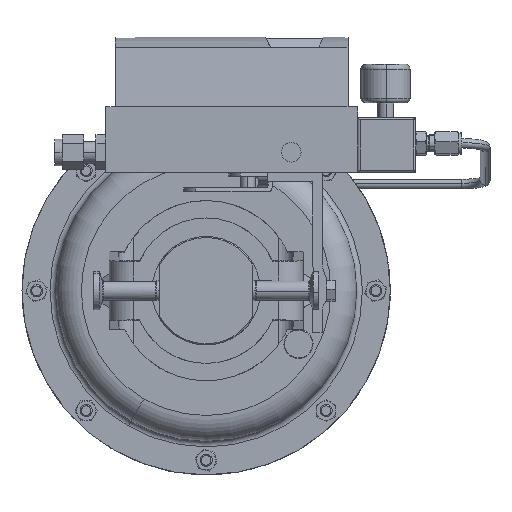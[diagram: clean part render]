
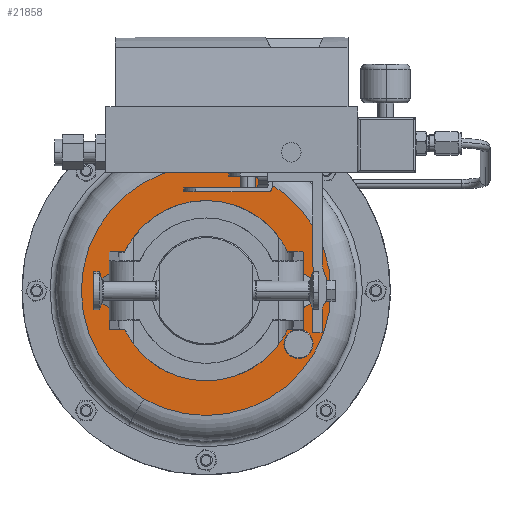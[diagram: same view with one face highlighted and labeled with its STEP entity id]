
A CAD part, front view. The second image highlights one B-rep face of the part: STEP entity #21858.
In plain terms, the highlighted planar face has unit normal (0, -1, 0).
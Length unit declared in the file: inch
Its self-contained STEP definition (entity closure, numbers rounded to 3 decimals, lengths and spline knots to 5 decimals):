
#50 = PLANE ( 'NONE',  #9916 ) ;
#151 = CARTESIAN_POINT ( 'NONE',  ( 2.78774, 10.4865, -1.6095 ) ) ;
#217 = VERTEX_POINT ( 'NONE', #2813 ) ;
#969 = CARTESIAN_POINT ( 'NONE',  ( 2.35858, 10.4865, -1.00071 ) ) ;
#1449 = EDGE_CURVE ( 'Defeatured_3_3+Defeatured_3_2+Defeatured_3_2+Defeatured_3_2', #12530, #18798, #5434, .T. ) ;
#1915 = EDGE_CURVE ( 'Defeatured_3_2+Defeatured_3_305+Defeatured_3_305+Defeatured_3_305', #12225, #217, #19171, .T. ) ;
#2813 = CARTESIAN_POINT ( 'NONE',  ( 2.40456, 10.4865, -1.74929 ) ) ;
#3405 = CIRCLE ( 'NONE', #20422, 0.375 ) ;
#3514 = CARTESIAN_POINT ( 'NONE',  ( 2.38157, 10.4865, -1.375 ) ) ;
#3711 = DIRECTION ( 'NONE',  ( 0., 1., 0. ) ) ;
#3814 = ORIENTED_EDGE ( 'NONE', *, *, #1449, .F. ) ;
#4530 = CARTESIAN_POINT ( 'NONE',  ( 0., 10.4865, 0. ) ) ;
#5017 = FACE_OUTER_BOUND ( 'NONE', #19723, .T. ) ;
#5434 = CIRCLE ( 'NONE', #19701, 3.219 ) ;
#5778 = ORIENTED_EDGE ( 'NONE', *, *, #1915, .T. ) ;
#6421 = AXIS2_PLACEMENT_3D ( 'NONE', #4530, #22099, #7065 ) ;
#7065 = DIRECTION ( 'NONE',  ( 0.5, 0., 0.866 ) ) ;
#8383 = ORIENTED_EDGE ( 'NONE', *, *, #27503, .F. ) ;
#9789 = DIRECTION ( 'NONE',  ( 0., 1., 0. ) ) ;
#9916 = AXIS2_PLACEMENT_3D ( 'NONE', #151, #32578, #20420 ) ;
#10089 = FACE_BOUND ( 'NONE', #26046, .T. ) ;
#11247 = CARTESIAN_POINT ( 'NONE',  ( 0., 10.4865, 0. ) ) ;
#12225 = VERTEX_POINT ( 'NONE', #969 ) ;
#12326 = DIRECTION ( 'NONE',  ( -0.061, 0., 0.998 ) ) ;
#12418 = CARTESIAN_POINT ( 'NONE',  ( 1.6095, 10.4865, 2.78774 ) ) ;
#12530 = VERTEX_POINT ( 'NONE', #12418 ) ;
#16528 = EDGE_CURVE ( 'Defeatured_3_2+Defeatured_3_305+Defeatured_3_305+Defeatured_3_305', #217, #12225, #3405, .T. ) ;
#18798 = VERTEX_POINT ( 'NONE', #26581 ) ;
#18821 = DIRECTION ( 'NONE',  ( 0.5, 0., 0.866 ) ) ;
#19171 = CIRCLE ( 'NONE', #24286, 0.375 ) ;
#19701 = AXIS2_PLACEMENT_3D ( 'NONE', #11247, #21547, #18821 ) ;
#19723 = EDGE_LOOP ( 'NONE', ( #3814, #8383 ) ) ;
#20420 = DIRECTION ( 'NONE',  ( -0.5, 0., -0.866 ) ) ;
#20422 = AXIS2_PLACEMENT_3D ( 'NONE', #31845, #9789, #12326 ) ;
#21547 = DIRECTION ( 'NONE',  ( 0., 1., 0. ) ) ;
#21858 = ADVANCED_FACE ( 'Defeatured_3_2', ( #10089, #5017 ), #50, .T. ) ;
#22099 = DIRECTION ( 'NONE',  ( 0., 1., 0. ) ) ;
#23217 = ORIENTED_EDGE ( 'NONE', *, *, #16528, .T. ) ;
#24286 = AXIS2_PLACEMENT_3D ( 'NONE', #3514, #3711, #30837 ) ;
#26046 = EDGE_LOOP ( 'NONE', ( #5778, #23217 ) ) ;
#26581 = CARTESIAN_POINT ( 'NONE',  ( -1.6095, 10.4865, -2.78774 ) ) ;
#27138 = CIRCLE ( 'NONE', #6421, 3.219 ) ;
#27503 = EDGE_CURVE ( 'Defeatured_3_3+Defeatured_3_2+Defeatured_3_2+Defeatured_3_2', #18798, #12530, #27138, .T. ) ;
#30837 = DIRECTION ( 'NONE',  ( -0.061, 0., 0.998 ) ) ;
#31845 = CARTESIAN_POINT ( 'NONE',  ( 2.38157, 10.4865, -1.375 ) ) ;
#32578 = DIRECTION ( 'NONE',  ( 0., -1., 0. ) ) ;
